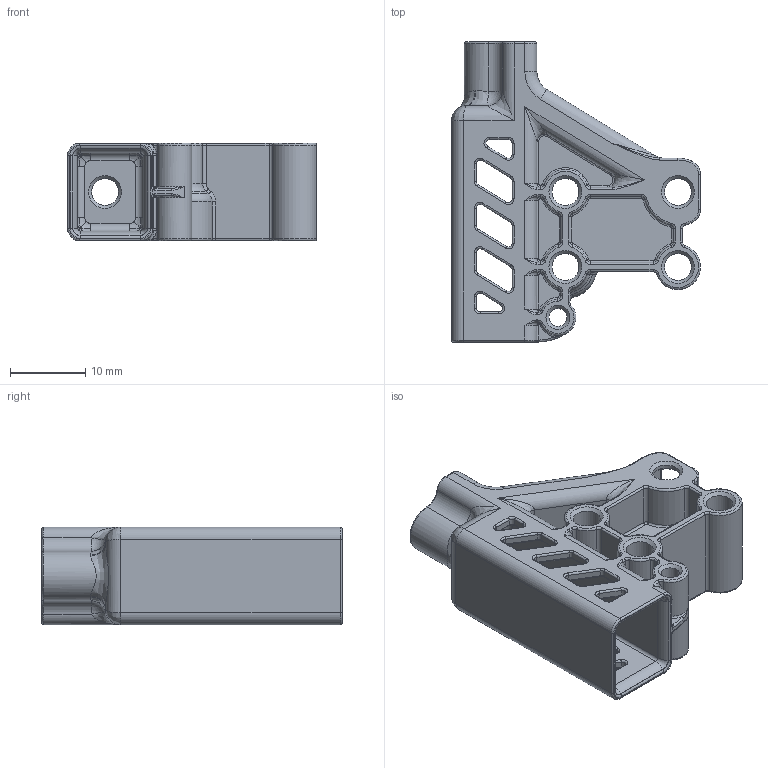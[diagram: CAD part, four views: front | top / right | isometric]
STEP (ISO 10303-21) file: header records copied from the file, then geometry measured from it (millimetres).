
FILE_DESCRIPTION(/* description */ (''),/* implementation_level */ '2;1');
FILE_NAME(/* name */ 'MP_DooKi3_SLM_XY_Tensioner_Mirror_V3_x2.step',/* time_stamp */ '2024-08-07T11:30:47-04:00',/* author */ (''),/* organization */ (''),/* preprocessor_version */ 'ST-DEVELOPER v20',/* originating_system */ 'Autodesk Translation Framework v13.14.0.145',/* authorisation */ '');
FILE_SCHEMA (('AUTOMOTIVE_DESIGN { 1 0 10303 214 3 1 1 }'));
Length unit declared in the file: millimetre
Products named in the file (1): MP_DooKi3_SLM_XY_Tensioner_V3
Bounding box: 33.18 x 40 x 13 mm (x, y, z)
Volume: 4637.7 mm3; surface area: 6942.4 mm2
Topology: 1 solids, 1 shells, 867 faces, 1998 edges, 1114 vertices
Faces by surface type: cylinder 346, torus 242, bspline 128, plane 116, cone 23, sphere 12
Full cylindrical faces by diameter (mm): 2.4 x1, 3.6 x6, 6 x1
Entity records: 28367 total; most frequent: CARTESIAN_POINT 8756, DIRECTION 4488, ORIENTED_EDGE 3942, EDGE_CURVE 1971, AXIS2_PLACEMENT_3D 1916, CIRCLE 1160, VERTEX_POINT 1114, EDGE_LOOP 911
